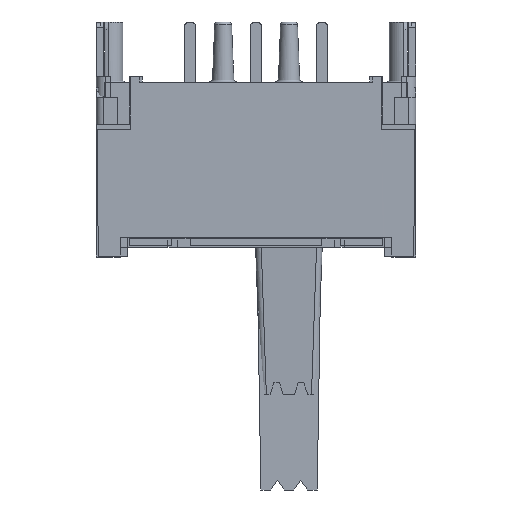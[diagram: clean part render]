
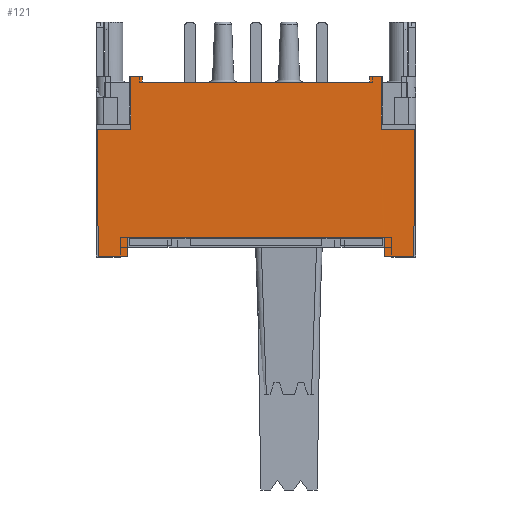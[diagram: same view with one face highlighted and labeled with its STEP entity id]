
A CAD part, front view. The second image highlights one B-rep face of the part: STEP entity #121.
In plain terms, the highlighted planar face has unit normal (0, -1, 0).
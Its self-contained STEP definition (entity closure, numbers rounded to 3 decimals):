
#121=ADVANCED_FACE('',(#685),#9210,.T.);
#685=FACE_OUTER_BOUND('',#1255,.T.);
#1255=EDGE_LOOP('',(#2160,#2161,#2162,#2163,#2164,#2165,#2166,#2167,#2168,
#2169,#2170,#2171,#2172,#2173,#2174,#2175,#2176,#2177,#2178,#2179,#2180,
#2181,#2182,#2183));
#2160=ORIENTED_EDGE('',*,*,#5194,.F.);
#2161=ORIENTED_EDGE('',*,*,#5195,.F.);
#2162=ORIENTED_EDGE('',*,*,#5196,.F.);
#2163=ORIENTED_EDGE('',*,*,#5197,.F.);
#2164=ORIENTED_EDGE('',*,*,#5651,.F.);
#2165=ORIENTED_EDGE('',*,*,#5198,.F.);
#2166=ORIENTED_EDGE('',*,*,#5199,.F.);
#2167=ORIENTED_EDGE('',*,*,#5200,.F.);
#2168=ORIENTED_EDGE('',*,*,#5201,.F.);
#2169=ORIENTED_EDGE('',*,*,#5202,.F.);
#2170=ORIENTED_EDGE('',*,*,#5203,.F.);
#2171=ORIENTED_EDGE('',*,*,#5204,.F.);
#2172=ORIENTED_EDGE('',*,*,#5205,.F.);
#2173=ORIENTED_EDGE('',*,*,#5206,.F.);
#2174=ORIENTED_EDGE('',*,*,#5221,.F.);
#2175=ORIENTED_EDGE('',*,*,#5207,.F.);
#2176=ORIENTED_EDGE('',*,*,#5208,.F.);
#2177=ORIENTED_EDGE('',*,*,#5209,.F.);
#2178=ORIENTED_EDGE('',*,*,#5719,.F.);
#2179=ORIENTED_EDGE('',*,*,#5210,.F.);
#2180=ORIENTED_EDGE('',*,*,#5664,.F.);
#2181=ORIENTED_EDGE('',*,*,#5211,.F.);
#2182=ORIENTED_EDGE('',*,*,#5212,.F.);
#2183=ORIENTED_EDGE('',*,*,#5193,.F.);
#5193=EDGE_CURVE('',#8377,#8378,#6706,.T.);
#5194=EDGE_CURVE('',#8379,#8377,#6707,.T.);
#5195=EDGE_CURVE('',#8380,#8379,#6708,.T.);
#5196=EDGE_CURVE('',#8381,#8380,#6709,.T.);
#5197=EDGE_CURVE('',#8382,#8381,#6710,.T.);
#5198=EDGE_CURVE('',#8384,#8383,#6711,.T.);
#5199=EDGE_CURVE('',#8385,#8384,#6712,.T.);
#5200=EDGE_CURVE('',#8386,#8385,#6713,.T.);
#5201=EDGE_CURVE('',#8387,#8386,#6714,.T.);
#5202=EDGE_CURVE('',#8388,#8387,#6715,.T.);
#5203=EDGE_CURVE('',#8389,#8388,#6716,.T.);
#5204=EDGE_CURVE('',#8390,#8389,#6717,.T.);
#5205=EDGE_CURVE('',#8391,#8390,#6718,.T.);
#5206=EDGE_CURVE('',#8392,#8391,#6719,.T.);
#5207=EDGE_CURVE('',#8394,#8393,#6720,.T.);
#5208=EDGE_CURVE('',#8395,#8394,#6721,.T.);
#5209=EDGE_CURVE('',#8396,#8395,#6722,.T.);
#5210=EDGE_CURVE('',#8398,#8397,#6723,.T.);
#5211=EDGE_CURVE('',#8400,#8399,#6724,.T.);
#5212=EDGE_CURVE('',#8378,#8400,#6725,.T.);
#5221=EDGE_CURVE('',#8393,#8392,#6734,.T.);
#5651=EDGE_CURVE('',#8383,#8382,#7114,.T.);
#5664=EDGE_CURVE('',#8399,#8398,#7127,.T.);
#5719=EDGE_CURVE('',#8397,#8396,#7180,.T.);
#6706=B_SPLINE_CURVE_WITH_KNOTS('',1,(#14568,#14569),.UNSPECIFIED.,.F.,
 .F.,(2,2),(-2.252,0.),.UNSPECIFIED.);
#6707=B_SPLINE_CURVE_WITH_KNOTS('',1,(#14570,#14571),.UNSPECIFIED.,.F.,
 .F.,(2,2),(-0.099,0.),.UNSPECIFIED.);
#6708=B_SPLINE_CURVE_WITH_KNOTS('',1,(#14572,#14573),.UNSPECIFIED.,.F.,
 .F.,(2,2),(-1.,0.),.UNSPECIFIED.);
#6709=B_SPLINE_CURVE_WITH_KNOTS('',1,(#14574,#14575),.UNSPECIFIED.,.F.,
 .F.,(2,2),(-1.55,0.),.UNSPECIFIED.);
#6710=B_SPLINE_CURVE_WITH_KNOTS('',1,(#14576,#14577),.UNSPECIFIED.,.F.,
 .F.,(2,2),(-1.,0.),.UNSPECIFIED.);
#6711=B_SPLINE_CURVE_WITH_KNOTS('',1,(#14578,#14579),.UNSPECIFIED.,.F.,
 .F.,(2,2),(-1.8,0.),.UNSPECIFIED.);
#6712=B_SPLINE_CURVE_WITH_KNOTS('',1,(#14580,#14581),.UNSPECIFIED.,.F.,
 .F.,(2,2),(-2.8,0.),.UNSPECIFIED.);
#6713=B_SPLINE_CURVE_WITH_KNOTS('',1,(#14582,#14583),.UNSPECIFIED.,.F.,
 .F.,(2,2),(-0.6,0.),.UNSPECIFIED.);
#6714=B_SPLINE_CURVE_WITH_KNOTS('',1,(#14584,#14585),.UNSPECIFIED.,.F.,
 .F.,(2,2),(-0.3,0.),.UNSPECIFIED.);
#6715=B_SPLINE_CURVE_WITH_KNOTS('',1,(#14586,#14587),.UNSPECIFIED.,.F.,
 .F.,(2,2),(-12.1,0.),.UNSPECIFIED.);
#6716=B_SPLINE_CURVE_WITH_KNOTS('',1,(#14588,#14589),.UNSPECIFIED.,.F.,
 .F.,(2,2),(-0.3,0.),.UNSPECIFIED.);
#6717=B_SPLINE_CURVE_WITH_KNOTS('',1,(#14590,#14591),.UNSPECIFIED.,.F.,
 .F.,(2,2),(-0.6,0.),.UNSPECIFIED.);
#6718=B_SPLINE_CURVE_WITH_KNOTS('',1,(#14592,#14593),.UNSPECIFIED.,.F.,
 .F.,(2,2),(-2.8,0.),.UNSPECIFIED.);
#6719=B_SPLINE_CURVE_WITH_KNOTS('',1,(#14594,#14595),.UNSPECIFIED.,.F.,
 .F.,(2,2),(-1.8,0.),.UNSPECIFIED.);
#6720=B_SPLINE_CURVE_WITH_KNOTS('',1,(#14596,#14597),.UNSPECIFIED.,.F.,
 .F.,(2,2),(-1.,0.),.UNSPECIFIED.);
#6721=B_SPLINE_CURVE_WITH_KNOTS('',1,(#14598,#14599),.UNSPECIFIED.,.F.,
 .F.,(2,2),(-1.55,0.),.UNSPECIFIED.);
#6722=B_SPLINE_CURVE_WITH_KNOTS('',1,(#14600,#14601),.UNSPECIFIED.,.F.,
 .F.,(2,2),(-1.,0.),.UNSPECIFIED.);
#6723=B_SPLINE_CURVE_WITH_KNOTS('',1,(#14602,#14603),.UNSPECIFIED.,.F.,
 .F.,(2,2),(-2.252,0.),.UNSPECIFIED.);
#6724=B_SPLINE_CURVE_WITH_KNOTS('',1,(#14604,#14605),.UNSPECIFIED.,.F.,
 .F.,(2,2),(-7.002,0.),.UNSPECIFIED.);
#6725=B_SPLINE_CURVE_WITH_KNOTS('',1,(#14606,#14607),.UNSPECIFIED.,.F.,
 .F.,(2,2),(-0.998,0.),.UNSPECIFIED.);
#6734=B_SPLINE_CURVE_WITH_KNOTS('',1,(#14624,#14625),.UNSPECIFIED.,.F.,
 .F.,(2,2),(0.,5.8),.UNSPECIFIED.);
#7114=B_SPLINE_CURVE_WITH_KNOTS('',1,(#15751,#15752),.UNSPECIFIED.,.F.,
 .F.,(2,2),(0.,5.8),.UNSPECIFIED.);
#7127=B_SPLINE_CURVE_WITH_KNOTS('',1,(#15777,#15778),.UNSPECIFIED.,.F.,
 .F.,(2,2),(0.,0.998),.UNSPECIFIED.);
#7180=B_SPLINE_CURVE_WITH_KNOTS('',1,(#15893,#15894),.UNSPECIFIED.,.F.,
 .F.,(2,2),(0.,0.099),.UNSPECIFIED.);
#8377=VERTEX_POINT('',#13156);
#8378=VERTEX_POINT('',#13157);
#8379=VERTEX_POINT('',#13158);
#8380=VERTEX_POINT('',#13159);
#8381=VERTEX_POINT('',#13160);
#8382=VERTEX_POINT('',#13161);
#8383=VERTEX_POINT('',#13162);
#8384=VERTEX_POINT('',#13163);
#8385=VERTEX_POINT('',#13164);
#8386=VERTEX_POINT('',#13165);
#8387=VERTEX_POINT('',#13166);
#8388=VERTEX_POINT('',#13167);
#8389=VERTEX_POINT('',#13168);
#8390=VERTEX_POINT('',#13169);
#8391=VERTEX_POINT('',#13170);
#8392=VERTEX_POINT('',#13171);
#8393=VERTEX_POINT('',#13172);
#8394=VERTEX_POINT('',#13173);
#8395=VERTEX_POINT('',#13174);
#8396=VERTEX_POINT('',#13175);
#8397=VERTEX_POINT('',#13176);
#8398=VERTEX_POINT('',#13177);
#8399=VERTEX_POINT('',#13178);
#8400=VERTEX_POINT('',#13179);
#9210=PLANE('',#9888);
#9888=AXIS2_PLACEMENT_3D('',#12066,#10419,$);
#10419=DIRECTION('',(0.,-1.,0.));
#12066=CARTESIAN_POINT('',(-34.845,70.595,-18.2));
#13156=CARTESIAN_POINT('',(-17.954,70.594,-16.239));
#13157=CARTESIAN_POINT('',(-20.206,70.594,-16.24));
#13158=CARTESIAN_POINT('',(-17.855,70.595,-16.24));
#13159=CARTESIAN_POINT('',(-17.855,70.595,-17.24));
#13160=CARTESIAN_POINT('',(-16.305,70.595,-17.24));
#13161=CARTESIAN_POINT('',(-16.305,70.595,-16.24));
#13162=CARTESIAN_POINT('',(-16.255,70.595,-10.44));
#13163=CARTESIAN_POINT('',(-18.055,70.595,-10.44));
#13164=CARTESIAN_POINT('',(-18.055,70.595,-7.64));
#13165=CARTESIAN_POINT('',(-18.655,70.595,-7.64));
#13166=CARTESIAN_POINT('',(-18.655,70.595,-7.94));
#13167=CARTESIAN_POINT('',(-30.755,70.595,-7.94));
#13168=CARTESIAN_POINT('',(-30.755,70.595,-7.64));
#13169=CARTESIAN_POINT('',(-31.355,70.595,-7.64));
#13170=CARTESIAN_POINT('',(-31.355,70.595,-10.44));
#13171=CARTESIAN_POINT('',(-33.155,70.595,-10.44));
#13172=CARTESIAN_POINT('',(-33.105,70.595,-16.24));
#13173=CARTESIAN_POINT('',(-33.105,70.595,-17.24));
#13174=CARTESIAN_POINT('',(-31.555,70.595,-17.24));
#13175=CARTESIAN_POINT('',(-31.555,70.595,-16.24));
#13176=CARTESIAN_POINT('',(-31.456,70.594,-16.24));
#13177=CARTESIAN_POINT('',(-29.204,70.594,-16.24));
#13178=CARTESIAN_POINT('',(-28.206,70.594,-16.24));
#13179=CARTESIAN_POINT('',(-21.204,70.594,-16.239));
#14568=CARTESIAN_POINT('',(-17.954,70.594,-16.239));
#14569=CARTESIAN_POINT('',(-20.206,70.594,-16.24));
#14570=CARTESIAN_POINT('',(-17.855,70.595,-16.24));
#14571=CARTESIAN_POINT('',(-17.954,70.594,-16.239));
#14572=CARTESIAN_POINT('',(-17.855,70.595,-17.24));
#14573=CARTESIAN_POINT('',(-17.855,70.595,-16.24));
#14574=CARTESIAN_POINT('',(-16.305,70.595,-17.24));
#14575=CARTESIAN_POINT('',(-17.855,70.595,-17.24));
#14576=CARTESIAN_POINT('',(-16.305,70.595,-16.24));
#14577=CARTESIAN_POINT('',(-16.305,70.595,-17.24));
#14578=CARTESIAN_POINT('',(-18.055,70.595,-10.44));
#14579=CARTESIAN_POINT('',(-16.255,70.595,-10.44));
#14580=CARTESIAN_POINT('',(-18.055,70.595,-7.64));
#14581=CARTESIAN_POINT('',(-18.055,70.595,-10.44));
#14582=CARTESIAN_POINT('',(-18.655,70.595,-7.64));
#14583=CARTESIAN_POINT('',(-18.055,70.595,-7.64));
#14584=CARTESIAN_POINT('',(-18.655,70.595,-7.94));
#14585=CARTESIAN_POINT('',(-18.655,70.595,-7.64));
#14586=CARTESIAN_POINT('',(-30.755,70.595,-7.94));
#14587=CARTESIAN_POINT('',(-18.655,70.595,-7.94));
#14588=CARTESIAN_POINT('',(-30.755,70.595,-7.64));
#14589=CARTESIAN_POINT('',(-30.755,70.595,-7.94));
#14590=CARTESIAN_POINT('',(-31.355,70.595,-7.64));
#14591=CARTESIAN_POINT('',(-30.755,70.595,-7.64));
#14592=CARTESIAN_POINT('',(-31.355,70.595,-10.44));
#14593=CARTESIAN_POINT('',(-31.355,70.595,-7.64));
#14594=CARTESIAN_POINT('',(-33.155,70.595,-10.44));
#14595=CARTESIAN_POINT('',(-31.355,70.595,-10.44));
#14596=CARTESIAN_POINT('',(-33.105,70.595,-17.24));
#14597=CARTESIAN_POINT('',(-33.105,70.595,-16.24));
#14598=CARTESIAN_POINT('',(-31.555,70.595,-17.24));
#14599=CARTESIAN_POINT('',(-33.105,70.595,-17.24));
#14600=CARTESIAN_POINT('',(-31.555,70.595,-16.24));
#14601=CARTESIAN_POINT('',(-31.555,70.595,-17.24));
#14602=CARTESIAN_POINT('',(-29.204,70.594,-16.24));
#14603=CARTESIAN_POINT('',(-31.456,70.594,-16.24));
#14604=CARTESIAN_POINT('',(-21.204,70.594,-16.239));
#14605=CARTESIAN_POINT('',(-28.206,70.594,-16.24));
#14606=CARTESIAN_POINT('',(-20.206,70.594,-16.24));
#14607=CARTESIAN_POINT('',(-21.204,70.594,-16.239));
#14624=CARTESIAN_POINT('',(-33.105,70.595,-16.24));
#14625=CARTESIAN_POINT('',(-33.155,70.595,-10.44));
#15751=CARTESIAN_POINT('',(-16.255,70.595,-10.44));
#15752=CARTESIAN_POINT('',(-16.305,70.595,-16.24));
#15777=CARTESIAN_POINT('',(-28.206,70.594,-16.24));
#15778=CARTESIAN_POINT('',(-29.204,70.594,-16.24));
#15893=CARTESIAN_POINT('',(-31.456,70.594,-16.24));
#15894=CARTESIAN_POINT('',(-31.555,70.595,-16.24));
